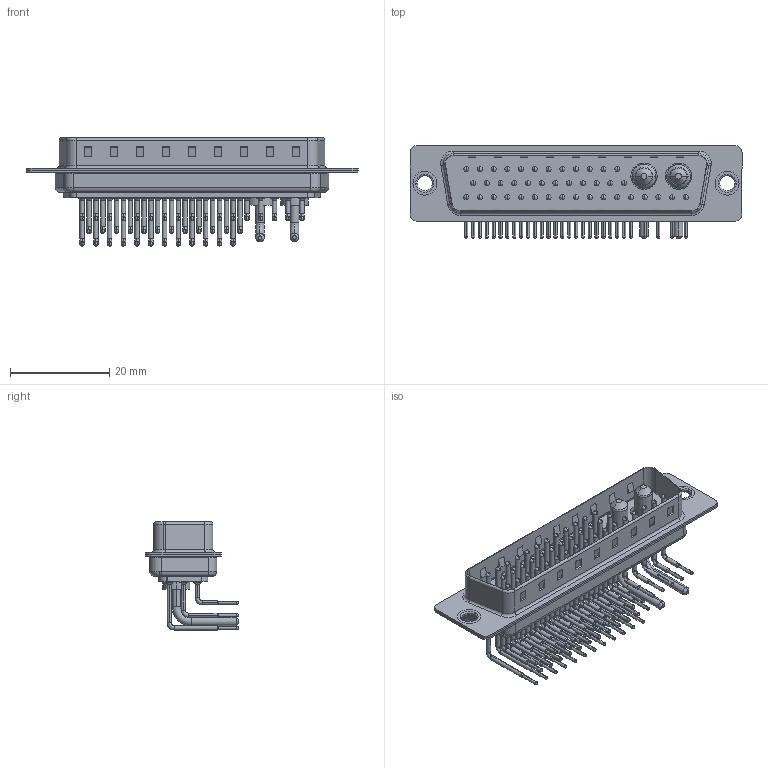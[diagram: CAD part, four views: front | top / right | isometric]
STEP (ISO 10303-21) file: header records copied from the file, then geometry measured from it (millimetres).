
FILE_DESCRIPTION (( 'STEP AP203' ), '1' );
FILE_NAME ('629-43W2240-1N1.STEP', '2022-05-18T10:46:51', ( '' ), ( '' ), 'SwSTEP 2.0', 'SolidWorks 2020', '' );
FILE_SCHEMA (( 'CONFIG_CONTROL_DESIGN' ));
Length unit declared in the file: millimetre
Products named in the file (9): 629-43W2240-1N1; 629Combo Shell Rear_50 Contacts; 629Combo Shell Front_50 Contacts; 629Combo Contact Row 3; 629Combo Thru Hole Rivet; Power Pin_10A RA 50; 629Combo Contact Row 1_50 Contacts; 629Combo Housing_43W2; 629Combo Contact Row 2_50 Contacts
Assembly tree (48 placements, depth 2):
  629-43W2240-1N1
    629Combo Housing_43W2
    629Combo Shell Rear_50 Contacts
    629Combo Shell Front_50 Contacts
    629Combo Thru Hole Rivet  x2
    Power Pin_10A RA 50  x2
    629Combo Contact Row 1_50 Contacts  x12
    629Combo Contact Row 2_50 Contacts  x12
    629Combo Contact Row 3  x17
Bounding box: 67 x 18.8 x 21.83 mm (x, y, z)
Volume: 5009.5 mm3; surface area: 12341.8 mm2
Topology: 50 solids, 50 shells, 4982 faces, 13893 edges, 9028 vertices
Faces by surface type: plane 2847, cylinder 1643, bspline 248, cone 178, torus 66
Entity records: 34399 total; most frequent: DIRECTION 5862, CARTESIAN_POINT 5833, ORIENTED_EDGE 5282, EDGE_CURVE 2641, AXIS2_PLACEMENT_3D 2160, VERTEX_POINT 1714, VECTOR 1542, LINE 1542
